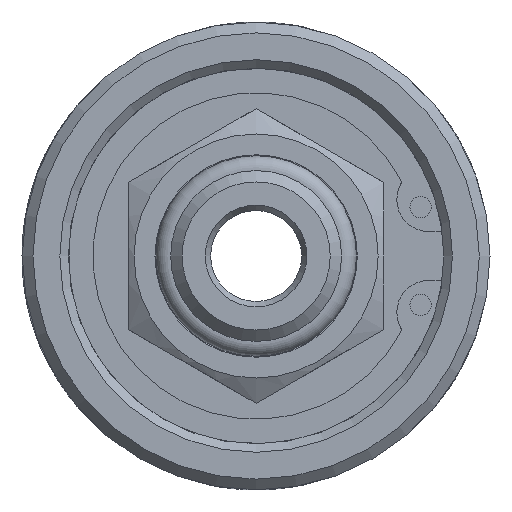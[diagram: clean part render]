
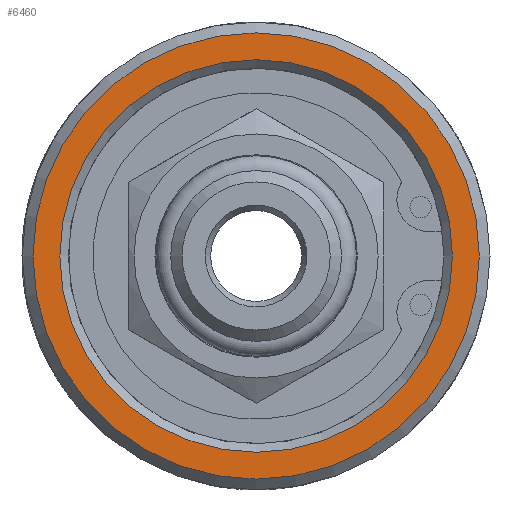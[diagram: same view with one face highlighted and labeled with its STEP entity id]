
A CAD part, left-side view. The second image highlights one B-rep face of the part: STEP entity #6460.
In plain terms, the highlighted planar face has unit normal (-1, 0, 0).
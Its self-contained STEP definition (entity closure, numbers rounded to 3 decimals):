
#664=FACE_BOUND('',#1989,.T.);
#1476=PLANE('',#6894);
#1605=FACE_OUTER_BOUND('',#1988,.T.);
#1988=EDGE_LOOP('',(#4423));
#1989=EDGE_LOOP('',(#4424));
#2427=CIRCLE('',#6889,18.34);
#2431=CIRCLE('',#6895,20.85);
#2695=VERTEX_POINT('',#9228);
#2699=VERTEX_POINT('',#9240);
#3386=EDGE_CURVE('',#2695,#2695,#2427,.T.);
#3391=EDGE_CURVE('',#2699,#2699,#2431,.T.);
#4423=ORIENTED_EDGE('',*,*,#3391,.F.);
#4424=ORIENTED_EDGE('',*,*,#3386,.F.);
#6460=ADVANCED_FACE('',(#1605,#664),#1476,.T.);
#6889=AXIS2_PLACEMENT_3D('',#9230,#7445,#7446);
#6894=AXIS2_PLACEMENT_3D('',#9239,#7456,#7457);
#6895=AXIS2_PLACEMENT_3D('',#9241,#7458,#7459);
#7445=DIRECTION('center_axis',(-1.,0.,0.));
#7446=DIRECTION('ref_axis',(0.,-1.,0.));
#7456=DIRECTION('center_axis',(-1.,0.,0.));
#7457=DIRECTION('ref_axis',(0.,0.,1.));
#7458=DIRECTION('center_axis',(1.,0.,0.));
#7459=DIRECTION('ref_axis',(0.,-1.,0.));
#9228=CARTESIAN_POINT('',(0.,18.34,0.));
#9230=CARTESIAN_POINT('Origin',(0.,0.,0.));
#9239=CARTESIAN_POINT('Origin',(0.,10.925,0.));
#9240=CARTESIAN_POINT('',(0.,20.85,0.));
#9241=CARTESIAN_POINT('Origin',(0.,0.,0.));
